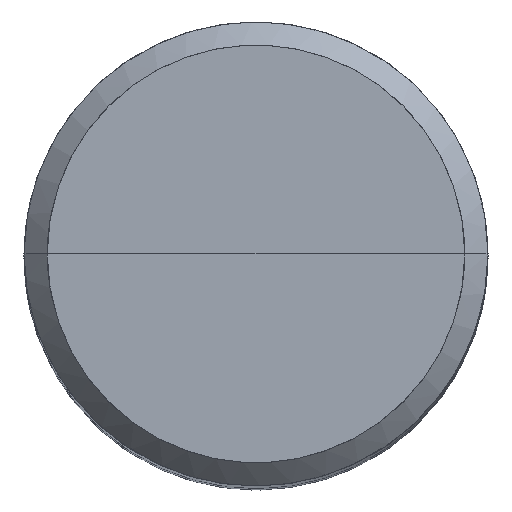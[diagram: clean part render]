
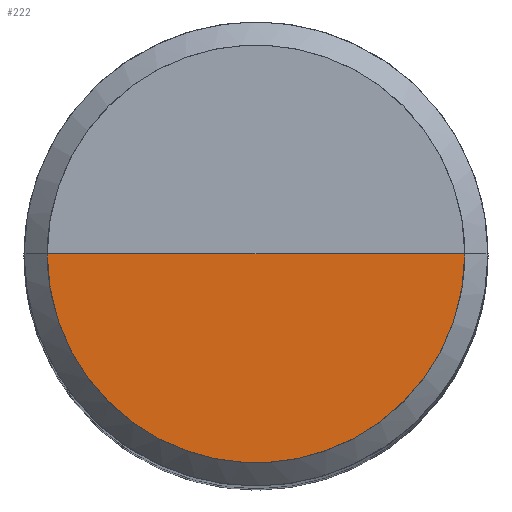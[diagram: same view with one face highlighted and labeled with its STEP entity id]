
A CAD part, top view. The second image highlights one B-rep face of the part: STEP entity #222.
In plain terms, the highlighted free-form (B-spline) face has degree [1, 2] with [2, 5] control points.
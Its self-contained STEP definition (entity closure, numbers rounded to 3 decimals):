
#81=CARTESIAN_POINT('',(-9.,0.,60.));
#82=CARTESIAN_POINT('',(-9.,-9.,60.));
#83=CARTESIAN_POINT('',(0.,-9.,60.));
#84=CARTESIAN_POINT('',(9.,-9.,60.));
#85=CARTESIAN_POINT('',(9.,0.,60.));
#86=CARTESIAN_POINT('',(0.,0.,60.));
#207=(
BOUNDED_SURFACE()
B_SPLINE_SURFACE(1,2,(
(#81,#82,#83,#84,#85),
(#86,#86,#86,#86,#86)
), .UNSPECIFIED.,.F.,.F.,.F.)
B_SPLINE_SURFACE_WITH_KNOTS((2,2),(3,2,3),(
0.,1.),(
0.,0.5,1.), .UNSPECIFIED.)
GEOMETRIC_REPRESENTATION_ITEM()
RATIONAL_B_SPLINE_SURFACE(((1.,0.707,1.,0.707,1.),
(1.,0.707,1.,0.707,1.)
))
REPRESENTATION_ITEM('')
SURFACE()
);
#208=(
BOUNDED_CURVE()
B_SPLINE_CURVE(2,(#85,#84,#83,#82,#81),.UNSPECIFIED.,.F.,.F.)
B_SPLINE_CURVE_WITH_KNOTS((3,2,3),
(0.,0.5,1.),.UNSPECIFIED.)
CURVE()
GEOMETRIC_REPRESENTATION_ITEM()
RATIONAL_B_SPLINE_CURVE((1.,0.707,1.,0.707,1.))
REPRESENTATION_ITEM('')
);
#209=(
BOUNDED_CURVE()
B_SPLINE_CURVE(1,(#81,#86),.UNSPECIFIED.,.F.,.F.)
B_SPLINE_CURVE_WITH_KNOTS((2,2),
(0.,1.),.UNSPECIFIED.)
CURVE()
GEOMETRIC_REPRESENTATION_ITEM()
RATIONAL_B_SPLINE_CURVE((1.,1.))
REPRESENTATION_ITEM('')
);
#210=(
BOUNDED_CURVE()
B_SPLINE_CURVE(1,(#86,#85),.UNSPECIFIED.,.F.,.F.)
B_SPLINE_CURVE_WITH_KNOTS((2,2),
(0.,1.),.UNSPECIFIED.)
CURVE()
GEOMETRIC_REPRESENTATION_ITEM()
RATIONAL_B_SPLINE_CURVE((1.,1.))
REPRESENTATION_ITEM('')
);
#211=VERTEX_POINT('',#81);
#212=VERTEX_POINT('',#85);
#213=VERTEX_POINT('',#86);
#214=EDGE_CURVE('',#212,#211,#208,.T.);
#215=EDGE_CURVE('',#211,#213,#209,.T.);
#216=EDGE_CURVE('',#213,#212,#210,.T.);
#217=ORIENTED_EDGE('',*,*,#214,.T.);
#218=ORIENTED_EDGE('',*,*,#215,.T.);
#219=ORIENTED_EDGE('',*,*,#216,.T.);
#220=EDGE_LOOP('',(#217,#218,#219));
#221=FACE_OUTER_BOUND('',#220,.T.);
#222=ADVANCED_FACE('',(#221),#207,.T.);
